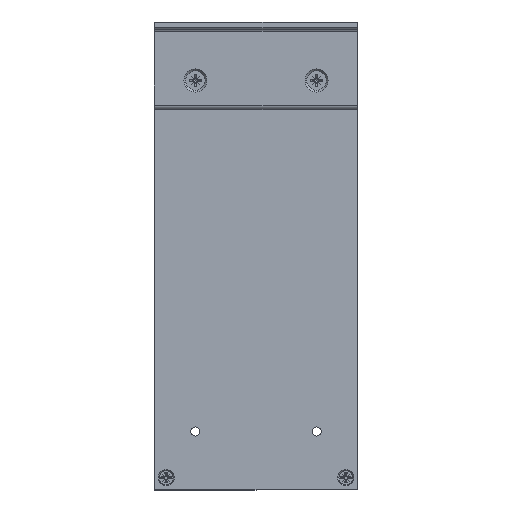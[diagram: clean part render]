
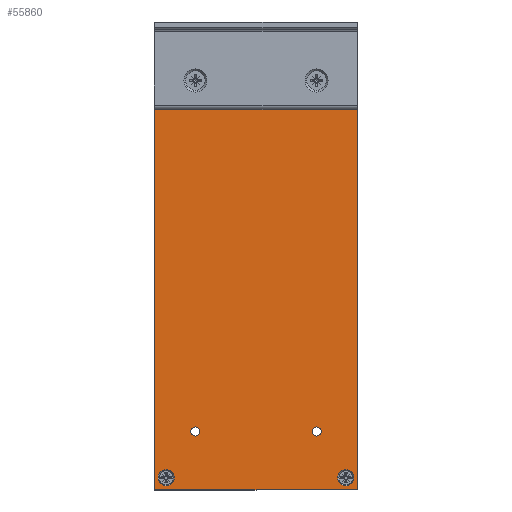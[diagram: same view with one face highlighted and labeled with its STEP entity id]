
A CAD part, front view. The second image highlights one B-rep face of the part: STEP entity #55860.
In plain terms, the highlighted planar face has unit normal (0, -1, 0).
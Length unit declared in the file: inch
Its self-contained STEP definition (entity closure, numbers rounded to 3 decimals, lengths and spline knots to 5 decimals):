
#149 = AXIS2_PLACEMENT_3D ( 'NONE', #30293, #20721, #39527 ) ;
#477 = CIRCLE ( 'NONE', #20189, 0.1378 ) ;
#1101 = CARTESIAN_POINT ( 'NONE',  ( -2.07786, -0.31353, 7. ) ) ;
#3718 = VECTOR ( 'NONE', #31324, 39.37008 ) ;
#3844 = CARTESIAN_POINT ( 'NONE',  ( -0.08499, -0.31353, 7. ) ) ;
#4000 = VERTEX_POINT ( 'NONE', #46765 ) ;
#4527 = CARTESIAN_POINT ( 'NONE',  ( 0.69241, -0.31353, 0. ) ) ;
#6217 = FACE_BOUND ( 'NONE', #8354, .T. ) ;
#6278 = VERTEX_POINT ( 'NONE', #30969 ) ;
#6668 = ORIENTED_EDGE ( 'NONE', *, *, #41366, .T. ) ;
#7362 = ORIENTED_EDGE ( 'NONE', *, *, #18382, .T. ) ;
#8354 = EDGE_LOOP ( 'NONE', ( #7362 ) ) ;
#8382 = DIRECTION ( 'NONE',  ( 0., 1., 0. ) ) ;
#8780 = VERTEX_POINT ( 'NONE', #3844 ) ;
#9640 = FACE_BOUND ( 'NONE', #51631, .T. ) ;
#9948 = CARTESIAN_POINT ( 'NONE',  ( 0.69241, -0.31353, 0. ) ) ;
#10169 = ORIENTED_EDGE ( 'NONE', *, *, #55037, .T. ) ;
#10672 = DIRECTION ( 'NONE',  ( 0., 1., 0. ) ) ;
#11049 = EDGE_LOOP ( 'NONE', ( #38714, #54455, #10169, #6668 ) ) ;
#11583 = EDGE_CURVE ( 'NONE', #36135, #36135, #49370, .T. ) ;
#11719 = ORIENTED_EDGE ( 'NONE', *, *, #46690, .T. ) ;
#12672 = VERTEX_POINT ( 'NONE', #45823 ) ;
#13724 = CARTESIAN_POINT ( 'NONE',  ( -2.44113, -0.31353, 0.21 ) ) ;
#13848 = AXIS2_PLACEMENT_3D ( 'NONE', #33316, #47672, #56039 ) ;
#14305 = DIRECTION ( 'NONE',  ( 1., 0., 0. ) ) ;
#14857 = CIRCLE ( 'NONE', #13848, 0.07799 ) ;
#15182 = PLANE ( 'NONE',  #33599 ) ;
#15489 = FACE_OUTER_BOUND ( 'NONE', #11049, .T. ) ;
#16442 = EDGE_CURVE ( 'NONE', #12672, #12672, #14857, .T. ) ;
#16785 = EDGE_LOOP ( 'NONE', ( #11719 ) ) ;
#16919 = AXIS2_PLACEMENT_3D ( 'NONE', #45902, #8382, #26327 ) ;
#17286 = EDGE_LOOP ( 'NONE', ( #37020 ) ) ;
#17743 = DIRECTION ( 'NONE',  ( 0., 1., 0. ) ) ;
#18181 = LINE ( 'NONE', #61204, #23361 ) ;
#18382 = EDGE_CURVE ( 'NONE', #37045, #37045, #28549, .T. ) ;
#18953 = CARTESIAN_POINT ( 'NONE',  ( -2.57893, -0.31353, 0.21 ) ) ;
#20014 = EDGE_CURVE ( 'NONE', #4000, #4000, #33664, .T. ) ;
#20143 = DIRECTION ( 'NONE',  ( 0., -1., 0. ) ) ;
#20189 = AXIS2_PLACEMENT_3D ( 'NONE', #51593, #51886, #32898 ) ;
#20384 = CARTESIAN_POINT ( 'NONE',  ( 0.69241, -0.31353, 0. ) ) ;
#20721 = DIRECTION ( 'NONE',  ( 0., 1., 0. ) ) ;
#20897 = CARTESIAN_POINT ( 'NONE',  ( -2.07786, -0.31353, 1. ) ) ;
#21608 = EDGE_LOOP ( 'NONE', ( #52697 ) ) ;
#22119 = CARTESIAN_POINT ( 'NONE',  ( 0.69241, -0.31353, 8. ) ) ;
#22294 = VERTEX_POINT ( 'NONE', #4527 ) ;
#22344 = CARTESIAN_POINT ( 'NONE',  ( 0.63186, -0.31353, 7.79 ) ) ;
#22443 = VERTEX_POINT ( 'NONE', #54327 ) ;
#22488 = EDGE_CURVE ( 'NONE', #22443, #56010, #45968, .T. ) ;
#23361 = VECTOR ( 'NONE', #51967, 39.37008 ) ;
#24462 = FACE_BOUND ( 'NONE', #47972, .T. ) ;
#24769 = FACE_BOUND ( 'NONE', #36941, .T. ) ;
#24772 = DIRECTION ( 'NONE',  ( 0., 0., -1. ) ) ;
#24876 = AXIS2_PLACEMENT_3D ( 'NONE', #18953, #37770, #14305 ) ;
#24906 = DIRECTION ( 'NONE',  ( -1., 0., 0. ) ) ;
#24918 = ORIENTED_EDGE ( 'NONE', *, *, #30686, .T. ) ;
#24933 = ORIENTED_EDGE ( 'NONE', *, *, #31939, .T. ) ;
#25022 = LINE ( 'NONE', #20384, #32397 ) ;
#26327 = DIRECTION ( 'NONE',  ( 1., 0., 0. ) ) ;
#26679 = ORIENTED_EDGE ( 'NONE', *, *, #20014, .T. ) ;
#27992 = VERTEX_POINT ( 'NONE', #48688 ) ;
#28512 = DIRECTION ( 'NONE',  ( 1., 0., 0. ) ) ;
#28549 = CIRCLE ( 'NONE', #50318, 0.07799 ) ;
#29718 = CARTESIAN_POINT ( 'NONE',  ( -2.77727, -0.31353, 0. ) ) ;
#30163 = DIRECTION ( 'NONE',  ( -1., 0., 0. ) ) ;
#30293 = CARTESIAN_POINT ( 'NONE',  ( 0.49407, -0.31353, 7.79 ) ) ;
#30308 = CARTESIAN_POINT ( 'NONE',  ( -2.77727, -0.31353, 8. ) ) ;
#30686 = EDGE_CURVE ( 'NONE', #46930, #46930, #55566, .T. ) ;
#30969 = CARTESIAN_POINT ( 'NONE',  ( 0.63186, -0.31353, 0.21 ) ) ;
#31324 = DIRECTION ( 'NONE',  ( -1., 0., 0. ) ) ;
#31939 = EDGE_CURVE ( 'NONE', #8780, #8780, #53639, .T. ) ;
#32183 = FACE_BOUND ( 'NONE', #17286, .T. ) ;
#32397 = VECTOR ( 'NONE', #58179, 39.37008 ) ;
#32898 = DIRECTION ( 'NONE',  ( 1., 0., 0. ) ) ;
#33316 = CARTESIAN_POINT ( 'NONE',  ( -0.007, -0.31353, 1. ) ) ;
#33397 = FACE_BOUND ( 'NONE', #58822, .T. ) ;
#33599 = AXIS2_PLACEMENT_3D ( 'NONE', #9948, #20143, #28512 ) ;
#33664 = CIRCLE ( 'NONE', #16919, 0.1378 ) ;
#33719 = FACE_BOUND ( 'NONE', #21608, .T. ) ;
#35961 = DIRECTION ( 'NONE',  ( -1., 0., 0. ) ) ;
#36135 = VERTEX_POINT ( 'NONE', #54482 ) ;
#36941 = EDGE_LOOP ( 'NONE', ( #24918 ) ) ;
#37020 = ORIENTED_EDGE ( 'NONE', *, *, #57524, .T. ) ;
#37045 = VERTEX_POINT ( 'NONE', #48477 ) ;
#37729 = AXIS2_PLACEMENT_3D ( 'NONE', #45639, #17743, #35961 ) ;
#37770 = DIRECTION ( 'NONE',  ( 0., 1., 0. ) ) ;
#37781 = ORIENTED_EDGE ( 'NONE', *, *, #16442, .T. ) ;
#38280 = VECTOR ( 'NONE', #24772, 39.37008 ) ;
#38714 = ORIENTED_EDGE ( 'NONE', *, *, #47947, .T. ) ;
#39527 = DIRECTION ( 'NONE',  ( 1., 0., 0. ) ) ;
#41366 = EDGE_CURVE ( 'NONE', #27992, #22294, #25022, .T. ) ;
#43380 = AXIS2_PLACEMENT_3D ( 'NONE', #1101, #10672, #24906 ) ;
#45639 = CARTESIAN_POINT ( 'NONE',  ( -0.007, -0.31353, 7. ) ) ;
#45823 = CARTESIAN_POINT ( 'NONE',  ( -0.08499, -0.31353, 1. ) ) ;
#45902 = CARTESIAN_POINT ( 'NONE',  ( -2.57893, -0.31353, 7.79 ) ) ;
#45968 = LINE ( 'NONE', #22119, #3718 ) ;
#46690 = EDGE_CURVE ( 'NONE', #6278, #6278, #477, .T. ) ;
#46765 = CARTESIAN_POINT ( 'NONE',  ( -2.44113, -0.31353, 7.79 ) ) ;
#46930 = VERTEX_POINT ( 'NONE', #13724 ) ;
#47672 = DIRECTION ( 'NONE',  ( 0., 1., 0. ) ) ;
#47947 = EDGE_CURVE ( 'NONE', #22294, #22443, #18181, .T. ) ;
#47972 = EDGE_LOOP ( 'NONE', ( #24933 ) ) ;
#48477 = CARTESIAN_POINT ( 'NONE',  ( -2.15585, -0.31353, 1. ) ) ;
#48688 = CARTESIAN_POINT ( 'NONE',  ( -2.77727, -0.31353, 0. ) ) ;
#49370 = CIRCLE ( 'NONE', #43380, 0.07799 ) ;
#49595 = CIRCLE ( 'NONE', #149, 0.1378 ) ;
#50318 = AXIS2_PLACEMENT_3D ( 'NONE', #20897, #58704, #30163 ) ;
#50546 = VERTEX_POINT ( 'NONE', #22344 ) ;
#51593 = CARTESIAN_POINT ( 'NONE',  ( 0.49407, -0.31353, 0.21 ) ) ;
#51631 = EDGE_LOOP ( 'NONE', ( #26679 ) ) ;
#51886 = DIRECTION ( 'NONE',  ( 0., 1., 0. ) ) ;
#51967 = DIRECTION ( 'NONE',  ( 0., 0., 1. ) ) ;
#52697 = ORIENTED_EDGE ( 'NONE', *, *, #11583, .T. ) ;
#53639 = CIRCLE ( 'NONE', #37729, 0.07799 ) ;
#54327 = CARTESIAN_POINT ( 'NONE',  ( 0.69241, -0.31353, 8. ) ) ;
#54455 = ORIENTED_EDGE ( 'NONE', *, *, #22488, .T. ) ;
#54482 = CARTESIAN_POINT ( 'NONE',  ( -2.15585, -0.31353, 7. ) ) ;
#55037 = EDGE_CURVE ( 'NONE', #56010, #27992, #57914, .T. ) ;
#55566 = CIRCLE ( 'NONE', #24876, 0.1378 ) ;
#55860 = ADVANCED_FACE ( 'NONE', ( #32183, #9640, #24769, #57912, #33719, #24462, #6217, #33397, #15489 ), #15182, .T. ) ;
#56010 = VERTEX_POINT ( 'NONE', #30308 ) ;
#56039 = DIRECTION ( 'NONE',  ( -1., 0., 0. ) ) ;
#57524 = EDGE_CURVE ( 'NONE', #50546, #50546, #49595, .T. ) ;
#57912 = FACE_BOUND ( 'NONE', #16785, .T. ) ;
#57914 = LINE ( 'NONE', #29718, #38280 ) ;
#58179 = DIRECTION ( 'NONE',  ( 1., 0., 0. ) ) ;
#58704 = DIRECTION ( 'NONE',  ( 0., 1., 0. ) ) ;
#58822 = EDGE_LOOP ( 'NONE', ( #37781 ) ) ;
#61204 = CARTESIAN_POINT ( 'NONE',  ( 0.69241, -0.31353, 0. ) ) ;
